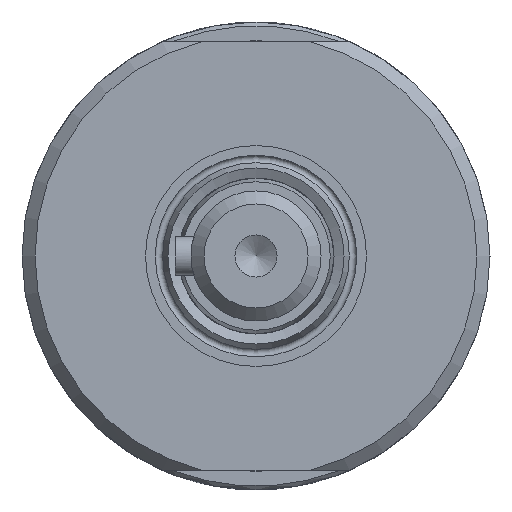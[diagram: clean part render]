
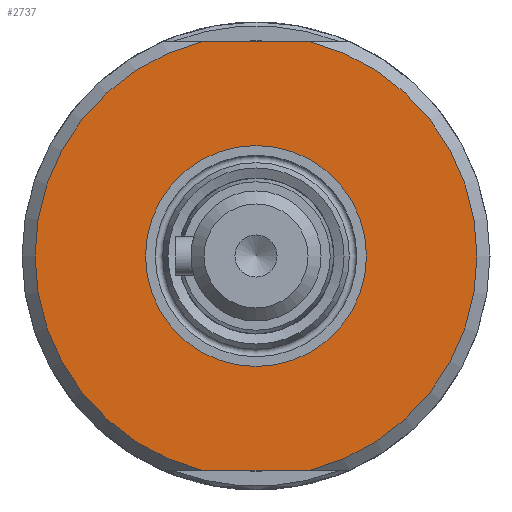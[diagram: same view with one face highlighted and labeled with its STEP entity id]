
A CAD part, left-side view. The second image highlights one B-rep face of the part: STEP entity #2737.
In plain terms, the highlighted planar face has unit normal (-1, 0, 0).
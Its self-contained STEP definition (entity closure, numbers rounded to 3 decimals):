
#235=FACE_BOUND('',#622,.T.);
#326=PLANE('',#2979);
#463=FACE_OUTER_BOUND('',#621,.T.);
#621=EDGE_LOOP('',(#2545,#2546,#2547,#2548));
#622=EDGE_LOOP('',(#2549,#2550));
#715=CIRCLE('',#2977,8.5);
#716=CIRCLE('',#2978,8.5);
#717=CIRCLE('',#2980,17.);
#718=CIRCLE('',#2981,17.);
#746=LINE('',#3849,#988);
#751=LINE('',#3875,#993);
#988=VECTOR('',#3109,10.);
#993=VECTOR('',#3116,10.);
#1247=VERTEX_POINT('',#3844);
#1248=VERTEX_POINT('',#3848);
#1255=VERTEX_POINT('',#3870);
#1256=VERTEX_POINT('',#3874);
#1456=VERTEX_POINT('',#4637);
#1457=VERTEX_POINT('',#4638);
#1511=EDGE_CURVE('',#1248,#1247,#746,.T.);
#1520=EDGE_CURVE('',#1256,#1255,#751,.T.);
#1824=EDGE_CURVE('',#1456,#1457,#715,.T.);
#1825=EDGE_CURVE('',#1457,#1456,#716,.T.);
#1827=EDGE_CURVE('',#1248,#1255,#717,.T.);
#1828=EDGE_CURVE('',#1256,#1247,#718,.T.);
#2545=ORIENTED_EDGE('',*,*,#1520,.T.);
#2546=ORIENTED_EDGE('',*,*,#1827,.F.);
#2547=ORIENTED_EDGE('',*,*,#1511,.T.);
#2548=ORIENTED_EDGE('',*,*,#1828,.F.);
#2549=ORIENTED_EDGE('',*,*,#1824,.T.);
#2550=ORIENTED_EDGE('',*,*,#1825,.T.);
#2737=ADVANCED_FACE('',(#463,#235),#326,.T.);
#2977=AXIS2_PLACEMENT_3D('',#4639,#3653,#3654);
#2978=AXIS2_PLACEMENT_3D('',#4640,#3655,#3656);
#2979=AXIS2_PLACEMENT_3D('',#4642,#3658,#3659);
#2980=AXIS2_PLACEMENT_3D('',#4643,#3660,#3661);
#2981=AXIS2_PLACEMENT_3D('',#4644,#3662,#3663);
#3109=DIRECTION('',(0.,1.,0.));
#3116=DIRECTION('',(0.,-1.,0.));
#3653=DIRECTION('center_axis',(1.,0.,0.));
#3654=DIRECTION('ref_axis',(0.,1.,0.));
#3655=DIRECTION('center_axis',(1.,0.,0.));
#3656=DIRECTION('ref_axis',(0.,1.,0.));
#3658=DIRECTION('center_axis',(-1.,0.,0.));
#3659=DIRECTION('ref_axis',(0.,0.,1.));
#3660=DIRECTION('center_axis',(1.,0.,0.));
#3661=DIRECTION('ref_axis',(0.,-1.,0.));
#3662=DIRECTION('center_axis',(1.,0.,0.));
#3663=DIRECTION('ref_axis',(0.,-1.,0.));
#3844=CARTESIAN_POINT('',(-82.,4.093,16.5));
#3848=CARTESIAN_POINT('',(-82.,-4.093,16.5));
#3849=CARTESIAN_POINT('',(-82.,8.097,16.5));
#3870=CARTESIAN_POINT('',(-82.,-4.093,-16.5));
#3874=CARTESIAN_POINT('',(-82.,4.093,-16.5));
#3875=CARTESIAN_POINT('',(-82.,0.903,-16.5));
#4637=CARTESIAN_POINT('',(-82.,8.5,0.));
#4638=CARTESIAN_POINT('',(-82.,-8.5,0.));
#4639=CARTESIAN_POINT('Origin',(-82.,0.,
0.));
#4640=CARTESIAN_POINT('Origin',(-82.,0.,
0.));
#4642=CARTESIAN_POINT('Origin',(-82.,9.,0.));
#4643=CARTESIAN_POINT('Origin',(-82.,0.,
0.));
#4644=CARTESIAN_POINT('Origin',(-82.,0.,
0.));
